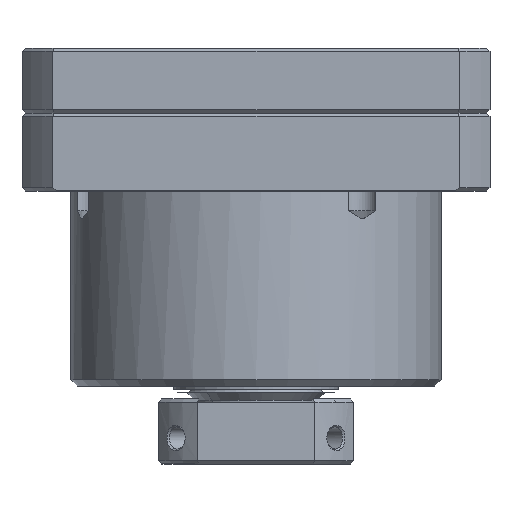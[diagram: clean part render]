
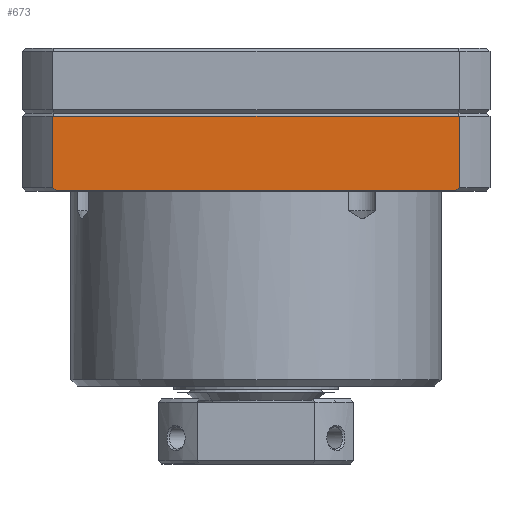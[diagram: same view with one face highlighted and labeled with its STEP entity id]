
A CAD part, front view. The second image highlights one B-rep face of the part: STEP entity #673.
In plain terms, the highlighted planar face has unit normal (0, -1, 0).
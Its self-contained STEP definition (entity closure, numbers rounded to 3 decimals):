
#209 = CARTESIAN_POINT ( 'NONE',  ( -30.733, -29.5, -11.9 ) ) ;
#423 = CARTESIAN_POINT ( 'NONE',  ( 30.917, -29.5, -11.767 ) ) ;
#513 = CARTESIAN_POINT ( 'NONE',  ( -36., -29.5, -42. ) ) ;
#673 = ADVANCED_FACE ( 'NONE', ( #2992 ), #7055, .T. ) ;
#1026 = ORIENTED_EDGE ( 'NONE', *, *, #6228, .T. ) ;
#1096 = CARTESIAN_POINT ( 'NONE',  ( 30.733, -29.5, -11.9 ) ) ;
#1278 = CARTESIAN_POINT ( 'NONE',  ( -31.285, -29.5, -11.5 ) ) ;
#1592 = CARTESIAN_POINT ( 'NONE',  ( -36., -29.5, -0.5 ) ) ;
#1659 = CARTESIAN_POINT ( 'NONE',  ( -30.917, -29.5, -11.767 ) ) ;
#1746 = B_SPLINE_CURVE_WITH_KNOTS ( 'NONE', 3,
 ( #1096, #423, #7664, #6912 ),
 .UNSPECIFIED., .F., .F.,
 ( 4, 4 ),
 ( 0., 0.001 ),
 .UNSPECIFIED. ) ;
#1814 = CARTESIAN_POINT ( 'NONE',  ( -36., -29.5, -11.9 ) ) ;
#2193 = DIRECTION ( 'NONE',  ( 1., 0., 0. ) ) ;
#2256 = LINE ( 'NONE', #1814, #5523 ) ;
#2505 = ORIENTED_EDGE ( 'NONE', *, *, #2549, .T. ) ;
#2549 = EDGE_CURVE ( 'NONE', #6418, #3478, #1746, .T. ) ;
#2661 = CARTESIAN_POINT ( 'NONE',  ( -31.285, -29.5, -0.5 ) ) ;
#2870 = DIRECTION ( 'NONE',  ( -1., 0., 0. ) ) ;
#2992 = FACE_OUTER_BOUND ( 'NONE', #5865, .T. ) ;
#3233 = LINE ( 'NONE', #4956, #4490 ) ;
#3478 = VERTEX_POINT ( 'NONE', #6921 ) ;
#3536 = CARTESIAN_POINT ( 'NONE',  ( 31.285, -29.5, -0.5 ) ) ;
#3768 = ORIENTED_EDGE ( 'NONE', *, *, #5197, .F. ) ;
#3965 = ORIENTED_EDGE ( 'NONE', *, *, #5446, .F. ) ;
#4135 = CARTESIAN_POINT ( 'NONE',  ( -31.285, -29.5, -11.5 ) ) ;
#4450 = VERTEX_POINT ( 'NONE', #3536 ) ;
#4490 = VECTOR ( 'NONE', #6737, 1000. ) ;
#4956 = CARTESIAN_POINT ( 'NONE',  ( -31.285, -29.5, 29.63 ) ) ;
#4967 = LINE ( 'NONE', #6561, #7768 ) ;
#5197 = EDGE_CURVE ( 'NONE', #5578, #7187, #3233, .T. ) ;
#5323 = LINE ( 'NONE', #1592, #5520 ) ;
#5327 = CARTESIAN_POINT ( 'NONE',  ( -31.101, -29.5, -11.634 ) ) ;
#5343 = EDGE_CURVE ( 'NONE', #6979, #6418, #2256, .T. ) ;
#5370 = ORIENTED_EDGE ( 'NONE', *, *, #7710, .T. ) ;
#5446 = EDGE_CURVE ( 'NONE', #4450, #3478, #4967, .T. ) ;
#5518 = CARTESIAN_POINT ( 'NONE',  ( 30.733, -29.5, -11.9 ) ) ;
#5520 = VECTOR ( 'NONE', #2870, 1000. ) ;
#5523 = VECTOR ( 'NONE', #2193, 1000. ) ;
#5525 = B_SPLINE_CURVE_WITH_KNOTS ( 'NONE', 3,
 ( #4135, #5327, #1659, #5962 ),
 .UNSPECIFIED., .F., .F.,
 ( 4, 4 ),
 ( 0., 0.001 ),
 .UNSPECIFIED. ) ;
#5578 = VERTEX_POINT ( 'NONE', #1278 ) ;
#5865 = EDGE_LOOP ( 'NONE', ( #1026, #7354, #2505, #3965, #5370, #3768 ) ) ;
#5962 = CARTESIAN_POINT ( 'NONE',  ( -30.733, -29.5, -11.9 ) ) ;
#6228 = EDGE_CURVE ( 'NONE', #5578, #6979, #5525, .T. ) ;
#6418 = VERTEX_POINT ( 'NONE', #5518 ) ;
#6561 = CARTESIAN_POINT ( 'NONE',  ( 31.285, -29.5, 29.63 ) ) ;
#6583 = DIRECTION ( 'NONE',  ( 0., 0., -1. ) ) ;
#6737 = DIRECTION ( 'NONE',  ( 0., 0., 1. ) ) ;
#6853 = AXIS2_PLACEMENT_3D ( 'NONE', #513, #7134, #7156 ) ;
#6912 = CARTESIAN_POINT ( 'NONE',  ( 31.285, -29.5, -11.5 ) ) ;
#6921 = CARTESIAN_POINT ( 'NONE',  ( 31.285, -29.5, -11.5 ) ) ;
#6979 = VERTEX_POINT ( 'NONE', #209 ) ;
#7055 = PLANE ( 'NONE',  #6853 ) ;
#7134 = DIRECTION ( 'NONE',  ( 0., -1., 0. ) ) ;
#7156 = DIRECTION ( 'NONE',  ( 0., 0., -1. ) ) ;
#7187 = VERTEX_POINT ( 'NONE', #2661 ) ;
#7354 = ORIENTED_EDGE ( 'NONE', *, *, #5343, .T. ) ;
#7664 = CARTESIAN_POINT ( 'NONE',  ( 31.101, -29.5, -11.634 ) ) ;
#7710 = EDGE_CURVE ( 'NONE', #4450, #7187, #5323, .T. ) ;
#7768 = VECTOR ( 'NONE', #6583, 1000. ) ;
